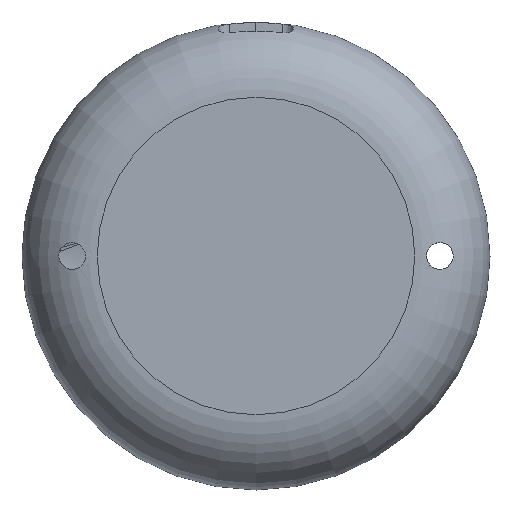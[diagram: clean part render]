
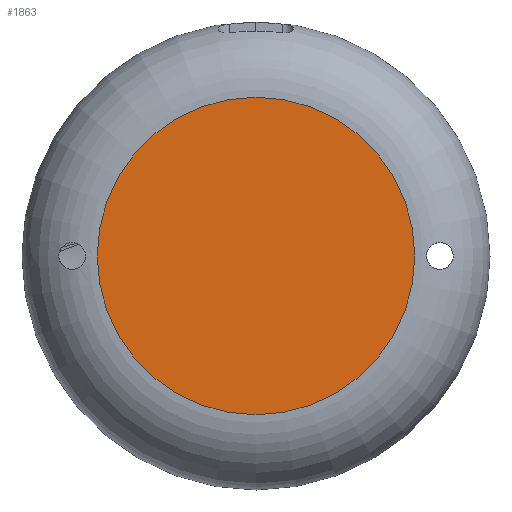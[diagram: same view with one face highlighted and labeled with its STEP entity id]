
A CAD part, front view. The second image highlights one B-rep face of the part: STEP entity #1863.
In plain terms, the highlighted planar face has unit normal (0, -1, 0).
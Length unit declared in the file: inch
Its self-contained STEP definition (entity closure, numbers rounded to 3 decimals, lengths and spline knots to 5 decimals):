
#1510 = VERTEX_POINT('',#1511);
#1511 = CARTESIAN_POINT('',(-0.74803,-0.52953,
    0.));
#1518 = EDGE_CURVE('',#1510,#1510,#1519,.T.);
#1519 = CIRCLE('',#1520,0.74803);
#1520 = AXIS2_PLACEMENT_3D('',#1521,#1522,#1523);
#1521 = CARTESIAN_POINT('',(0.,-0.52953,
    0.));
#1522 = DIRECTION('',(0.,-1.,0.));
#1523 = DIRECTION('',(-1.,0.,0.));
#1863 = ADVANCED_FACE('',(#1864),#1867,.F.);
#1864 = FACE_BOUND('',#1865,.F.);
#1865 = EDGE_LOOP('',(#1866));
#1866 = ORIENTED_EDGE('',*,*,#1518,.F.);
#1867 = PLANE('',#1868);
#1868 = AXIS2_PLACEMENT_3D('',#1869,#1870,#1871);
#1869 = CARTESIAN_POINT('',(0.,-0.52953,
    0.));
#1870 = DIRECTION('',(0.,1.,0.));
#1871 = DIRECTION('',(1.,0.,0.));
